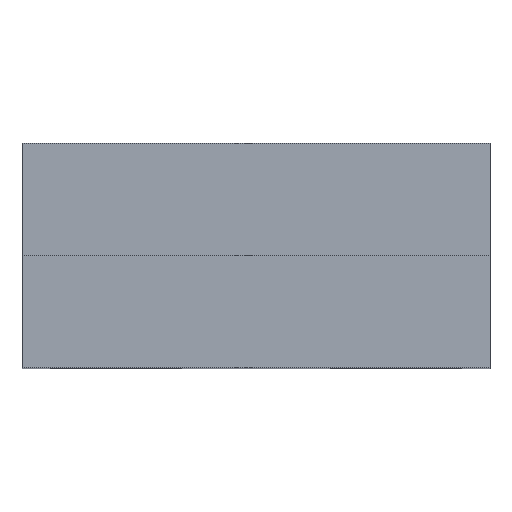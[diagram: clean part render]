
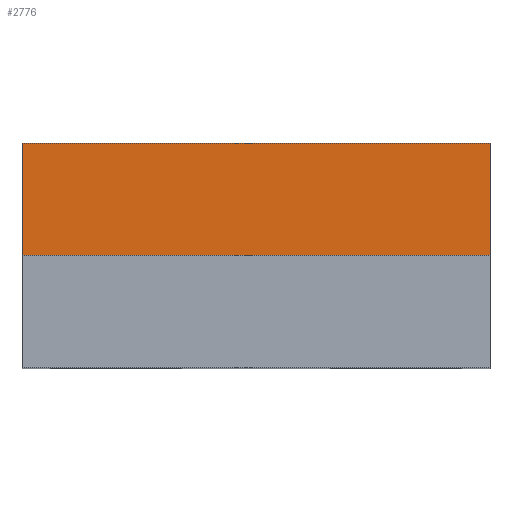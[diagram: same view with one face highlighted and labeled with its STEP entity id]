
A CAD part, top view. The second image highlights one B-rep face of the part: STEP entity #2776.
In plain terms, the highlighted planar face has unit normal (0, 0, 1).
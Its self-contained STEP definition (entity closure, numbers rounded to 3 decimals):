
#13 = AXIS2_PLACEMENT_3D ( 'NONE', #2434, #3187, #2682 ) ;
#85 = VERTEX_POINT ( 'NONE', #3052 ) ;
#149 = CARTESIAN_POINT ( 'NONE',  ( -0.625, 0.6, 1. ) ) ;
#212 = LINE ( 'NONE', #1288, #1923 ) ;
#393 = FACE_OUTER_BOUND ( 'NONE', #903, .T. ) ;
#576 = EDGE_CURVE ( 'NONE', #1899, #2369, #1958, .T. ) ;
#634 = VECTOR ( 'NONE', #1788, 1000. ) ;
#794 = LINE ( 'NONE', #1829, #634 ) ;
#842 = DIRECTION ( 'NONE',  ( 0., -1., 0. ) ) ;
#887 = EDGE_CURVE ( 'NONE', #1899, #85, #794, .T. ) ;
#903 = EDGE_LOOP ( 'NONE', ( #3171, #2159, #3013, #1706 ) ) ;
#968 = CARTESIAN_POINT ( 'NONE',  ( 0.625, 0.6, 1. ) ) ;
#1035 = LINE ( 'NONE', #2997, #1866 ) ;
#1181 = EDGE_CURVE ( 'NONE', #85, #2763, #1035, .T. ) ;
#1288 = CARTESIAN_POINT ( 'NONE',  ( 0.625, 0.6, 1. ) ) ;
#1520 = DIRECTION ( 'NONE',  ( 1., 0., 0. ) ) ;
#1612 = CARTESIAN_POINT ( 'NONE',  ( 0.625, 0.3, 1. ) ) ;
#1706 = ORIENTED_EDGE ( 'NONE', *, *, #887, .T. ) ;
#1756 = CARTESIAN_POINT ( 'NONE',  ( -0.625, 0.6, 1. ) ) ;
#1788 = DIRECTION ( 'NONE',  ( 0., -1., 0. ) ) ;
#1829 = CARTESIAN_POINT ( 'NONE',  ( -0.625, 0.6, 1. ) ) ;
#1866 = VECTOR ( 'NONE', #1520, 1000. ) ;
#1894 = DIRECTION ( 'NONE',  ( 1., 0., 0. ) ) ;
#1899 = VERTEX_POINT ( 'NONE', #1756 ) ;
#1923 = VECTOR ( 'NONE', #842, 1000. ) ;
#1958 = LINE ( 'NONE', #149, #2913 ) ;
#2159 = ORIENTED_EDGE ( 'NONE', *, *, #2488, .F. ) ;
#2369 = VERTEX_POINT ( 'NONE', #968 ) ;
#2434 = CARTESIAN_POINT ( 'NONE',  ( -0.625, 0.6, 1. ) ) ;
#2488 = EDGE_CURVE ( 'NONE', #2369, #2763, #212, .T. ) ;
#2682 = DIRECTION ( 'NONE',  ( -1., 0., 0. ) ) ;
#2763 = VERTEX_POINT ( 'NONE', #1612 ) ;
#2776 = ADVANCED_FACE ( 'NONE', ( #393 ), #3157, .F. ) ;
#2913 = VECTOR ( 'NONE', #1894, 1000. ) ;
#2997 = CARTESIAN_POINT ( 'NONE',  ( -0.625, 0.3, 1. ) ) ;
#3013 = ORIENTED_EDGE ( 'NONE', *, *, #576, .F. ) ;
#3052 = CARTESIAN_POINT ( 'NONE',  ( -0.625, 0.3, 1. ) ) ;
#3157 = PLANE ( 'NONE',  #13 ) ;
#3171 = ORIENTED_EDGE ( 'NONE', *, *, #1181, .T. ) ;
#3187 = DIRECTION ( 'NONE',  ( 0., 0., -1. ) ) ;
